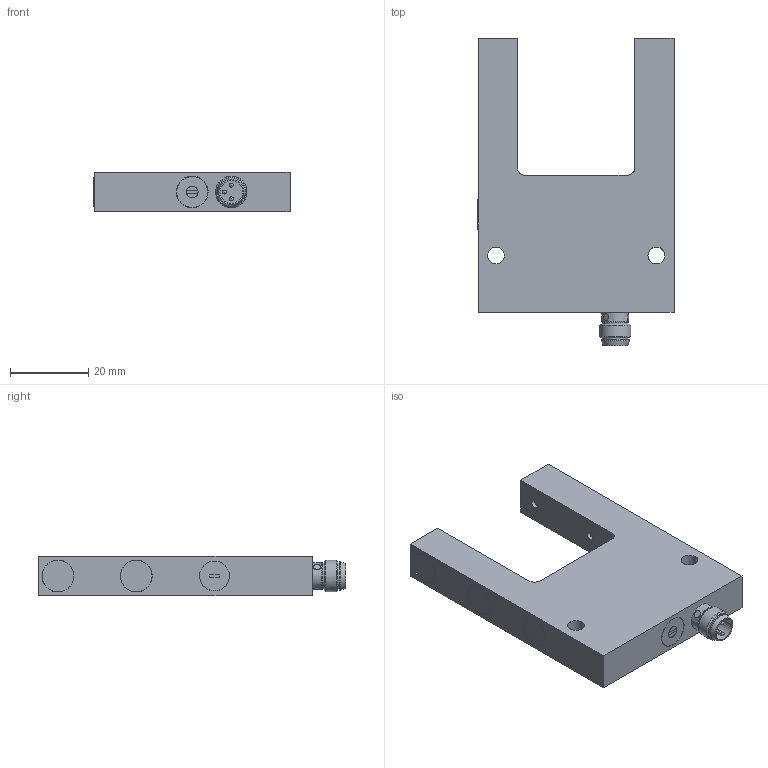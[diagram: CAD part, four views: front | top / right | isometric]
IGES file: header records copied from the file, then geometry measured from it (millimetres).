
Global section: file name: ODG 30 X3K-TSSL; native system: Autodesk Inventor 2016; preprocessor: unknown; author: C. Kuhn; organization: di-soric GmbH & Co. KG; date: 20161213.081513; units: millimetre
Bounding box: 50.1 x 78.5 x 10 mm (x, y, z)
Volume: 24343.4 mm3; surface area: 9365.1 mm2
Topology: 1 solids, 7 shells, 192 faces, 418 edges, 278 vertices
Faces by surface type: bspline 192
